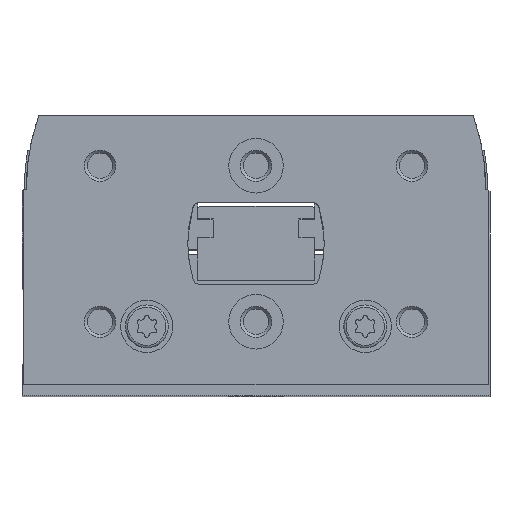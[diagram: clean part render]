
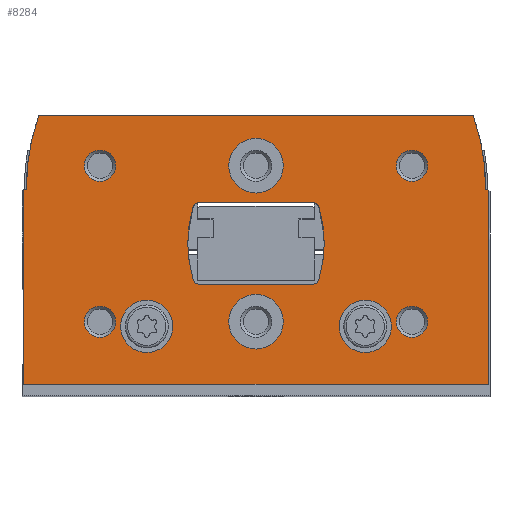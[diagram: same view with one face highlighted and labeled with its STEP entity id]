
A CAD part, top view. The second image highlights one B-rep face of the part: STEP entity #8284.
In plain terms, the highlighted planar face has unit normal (0, 0, 1).
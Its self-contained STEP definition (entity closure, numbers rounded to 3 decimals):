
#390=LINE('',#12817,#864);
#395=LINE('',#12827,#869);
#413=LINE('',#12873,#887);
#419=LINE('',#12885,#893);
#433=LINE('',#12956,#907);
#435=LINE('',#12959,#909);
#436=LINE('',#12987,#910);
#437=LINE('',#13007,#911);
#864=VECTOR('',#10497,1000.);
#869=VECTOR('',#10504,1000.);
#887=VECTOR('',#10540,1000.);
#893=VECTOR('',#10550,1000.);
#907=VECTOR('',#10604,1000.);
#909=VECTOR('',#10608,1000.);
#910=VECTOR('',#10637,1000.);
#911=VECTOR('',#10658,1000.);
#1162=PLANE('',#8978);
#2212=ORIENTED_EDGE('',*,*,#3714,.F.);
#2213=ORIENTED_EDGE('',*,*,#3715,.F.);
#2214=ORIENTED_EDGE('',*,*,#3716,.T.);
#2215=ORIENTED_EDGE('',*,*,#3717,.T.);
#2216=ORIENTED_EDGE('',*,*,#3718,.T.);
#2217=ORIENTED_EDGE('',*,*,#3719,.T.);
#2218=ORIENTED_EDGE('',*,*,#3720,.T.);
#2219=ORIENTED_EDGE('',*,*,#3721,.T.);
#2220=ORIENTED_EDGE('',*,*,#3679,.F.);
#2221=ORIENTED_EDGE('',*,*,#3697,.F.);
#2222=ORIENTED_EDGE('',*,*,#3691,.F.);
#2223=ORIENTED_EDGE('',*,*,#3688,.F.);
#2224=ORIENTED_EDGE('',*,*,#3722,.F.);
#2225=ORIENTED_EDGE('',*,*,#3723,.F.);
#2226=ORIENTED_EDGE('',*,*,#3724,.F.);
#2227=ORIENTED_EDGE('',*,*,#3682,.F.);
#2228=ORIENTED_EDGE('',*,*,#3666,.T.);
#2229=ORIENTED_EDGE('',*,*,#3660,.T.);
#2230=ORIENTED_EDGE('',*,*,#3699,.T.);
#2231=ORIENTED_EDGE('',*,*,#3631,.T.);
#2232=ORIENTED_EDGE('',*,*,#3636,.T.);
#2233=ORIENTED_EDGE('',*,*,#3640,.T.);
#2234=ORIENTED_EDGE('',*,*,#3713,.T.);
#2235=ORIENTED_EDGE('',*,*,#3672,.T.);
#3631=EDGE_CURVE('',#4472,#4471,#390,.T.);
#3636=EDGE_CURVE('',#4471,#4475,#395,.T.);
#3640=EDGE_CURVE('',#4475,#4477,#4988,.T.);
#3660=EDGE_CURVE('',#4492,#4494,#413,.T.);
#3666=EDGE_CURVE('',#4498,#4492,#419,.T.);
#3672=EDGE_CURVE('',#4503,#4498,#4994,.T.);
#3679=EDGE_CURVE('',#4507,#4508,#4997,.T.);
#3682=EDGE_CURVE('',#4508,#4509,#4998,.T.);
#3688=EDGE_CURVE('',#4513,#4514,#5001,.T.);
#3691=EDGE_CURVE('',#4514,#4516,#5002,.T.);
#3697=EDGE_CURVE('',#4516,#4507,#433,.T.);
#3699=EDGE_CURVE('',#4494,#4472,#435,.T.);
#3713=EDGE_CURVE('',#4477,#4503,#436,.T.);
#3714=EDGE_CURVE('',#4533,#4533,#5019,.T.);
#3715=EDGE_CURVE('',#4534,#4534,#5020,.T.);
#3716=EDGE_CURVE('',#4535,#4535,#5021,.T.);
#3717=EDGE_CURVE('',#4536,#4536,#5022,.T.);
#3718=EDGE_CURVE('',#4537,#4537,#5023,.T.);
#3719=EDGE_CURVE('',#4538,#4538,#5024,.T.);
#3720=EDGE_CURVE('',#4539,#4539,#5025,.T.);
#3721=EDGE_CURVE('',#4540,#4540,#5026,.T.);
#3722=EDGE_CURVE('',#4541,#4513,#5027,.T.);
#3723=EDGE_CURVE('',#4542,#4541,#437,.T.);
#3724=EDGE_CURVE('',#4509,#4542,#5028,.T.);
#4471=VERTEX_POINT('',#12816);
#4472=VERTEX_POINT('',#12818);
#4475=VERTEX_POINT('',#12826);
#4477=VERTEX_POINT('',#12833);
#4492=VERTEX_POINT('',#12867);
#4494=VERTEX_POINT('',#12872);
#4498=VERTEX_POINT('',#12883);
#4503=VERTEX_POINT('',#12898);
#4507=VERTEX_POINT('',#12912);
#4508=VERTEX_POINT('',#12914);
#4509=VERTEX_POINT('',#12922);
#4513=VERTEX_POINT('',#12935);
#4514=VERTEX_POINT('',#12937);
#4516=VERTEX_POINT('',#12946);
#4533=VERTEX_POINT('',#12990);
#4534=VERTEX_POINT('',#12992);
#4535=VERTEX_POINT('',#12994);
#4536=VERTEX_POINT('',#12996);
#4537=VERTEX_POINT('',#12998);
#4538=VERTEX_POINT('',#13000);
#4539=VERTEX_POINT('',#13002);
#4540=VERTEX_POINT('',#13004);
#4541=VERTEX_POINT('',#13006);
#4542=VERTEX_POINT('',#13008);
#4988=CIRCLE('',#8934,29.);
#4994=CIRCLE('',#8946,29.);
#4997=CIRCLE('',#8950,0.8);
#4998=CIRCLE('',#8952,16.);
#5001=CIRCLE('',#8956,16.);
#5002=CIRCLE('',#8958,0.8);
#5019=CIRCLE('',#8979,3.35);
#5020=CIRCLE('',#8980,3.35);
#5021=CIRCLE('',#8981,3.5);
#5022=CIRCLE('',#8982,3.5);
#5023=CIRCLE('',#8983,2.);
#5024=CIRCLE('',#8984,2.);
#5025=CIRCLE('',#8985,2.);
#5026=CIRCLE('',#8986,2.);
#5027=CIRCLE('',#8987,0.8);
#5028=CIRCLE('',#8988,0.8);
#5542=EDGE_LOOP('',(#2212));
#5543=EDGE_LOOP('',(#2213));
#5544=EDGE_LOOP('',(#2214));
#5545=EDGE_LOOP('',(#2215));
#5546=EDGE_LOOP('',(#2216));
#5547=EDGE_LOOP('',(#2217));
#5548=EDGE_LOOP('',(#2218));
#5549=EDGE_LOOP('',(#2219));
#5550=EDGE_LOOP('',(#2220,#2221,#2222,#2223,#2224,#2225,#2226,#2227));
#5551=EDGE_LOOP('',(#2228,#2229,#2230,#2231,#2232,#2233,#2234,#2235));
#6192=FACE_BOUND('',#5542,.T.);
#6193=FACE_BOUND('',#5543,.T.);
#6194=FACE_BOUND('',#5544,.T.);
#6195=FACE_BOUND('',#5545,.T.);
#6196=FACE_BOUND('',#5546,.T.);
#6197=FACE_BOUND('',#5547,.T.);
#6198=FACE_BOUND('',#5548,.T.);
#6199=FACE_BOUND('',#5549,.T.);
#6200=FACE_BOUND('',#5550,.T.);
#6201=FACE_BOUND('',#5551,.T.);
#8284=ADVANCED_FACE('',(#6192,#6193,#6194,#6195,#6196,#6197,#6198,#6199,
#6200,#6201),#1162,.T.);
#8934=AXIS2_PLACEMENT_3D('',#12834,#10511,#10512);
#8946=AXIS2_PLACEMENT_3D('',#12897,#10561,#10562);
#8950=AXIS2_PLACEMENT_3D('',#12913,#10572,#10573);
#8952=AXIS2_PLACEMENT_3D('',#12921,#10577,#10578);
#8956=AXIS2_PLACEMENT_3D('',#12936,#10587,#10588);
#8958=AXIS2_PLACEMENT_3D('',#12945,#10592,#10593);
#8978=AXIS2_PLACEMENT_3D('',#12988,#10638,#10639);
#8979=AXIS2_PLACEMENT_3D('',#12989,#10640,#10641);
#8980=AXIS2_PLACEMENT_3D('',#12991,#10642,#10643);
#8981=AXIS2_PLACEMENT_3D('',#12993,#10644,#10645);
#8982=AXIS2_PLACEMENT_3D('',#12995,#10646,#10647);
#8983=AXIS2_PLACEMENT_3D('',#12997,#10648,#10649);
#8984=AXIS2_PLACEMENT_3D('',#12999,#10650,#10651);
#8985=AXIS2_PLACEMENT_3D('',#13001,#10652,#10653);
#8986=AXIS2_PLACEMENT_3D('',#13003,#10654,#10655);
#8987=AXIS2_PLACEMENT_3D('',#13005,#10656,#10657);
#8988=AXIS2_PLACEMENT_3D('',#13009,#10659,#10660);
#10497=DIRECTION('',(0.,1.,0.));
#10504=DIRECTION('',(-0.866,0.5,0.));
#10511=DIRECTION('',(0.,0.,1.));
#10512=DIRECTION('',(1.,0.,0.));
#10540=DIRECTION('',(0.,-1.,0.));
#10550=DIRECTION('',(-0.866,-0.5,0.));
#10561=DIRECTION('',(0.,0.,1.));
#10562=DIRECTION('',(1.,0.,0.));
#10572=DIRECTION('',(0.,0.,1.));
#10573=DIRECTION('',(1.,0.,0.));
#10577=DIRECTION('',(0.,0.,1.));
#10578=DIRECTION('',(1.,0.,0.));
#10587=DIRECTION('',(0.,0.,1.));
#10588=DIRECTION('',(1.,0.,0.));
#10592=DIRECTION('',(0.,0.,1.));
#10593=DIRECTION('',(1.,0.,0.));
#10604=DIRECTION('',(-1.,0.,0.));
#10608=DIRECTION('',(1.,0.,0.));
#10637=DIRECTION('',(-1.,0.,0.));
#10638=DIRECTION('',(0.,0.,1.));
#10639=DIRECTION('',(1.,0.,0.));
#10640=DIRECTION('',(0.,0.,1.));
#10641=DIRECTION('',(1.,0.,0.));
#10642=DIRECTION('',(0.,0.,1.));
#10643=DIRECTION('',(1.,0.,0.));
#10644=DIRECTION('',(0.,0.,-1.));
#10645=DIRECTION('',(-1.,0.,0.));
#10646=DIRECTION('',(0.,0.,-1.));
#10647=DIRECTION('',(-1.,0.,0.));
#10648=DIRECTION('',(0.,0.,-1.));
#10649=DIRECTION('',(-1.,0.,0.));
#10650=DIRECTION('',(0.,0.,-1.));
#10651=DIRECTION('',(-1.,0.,0.));
#10652=DIRECTION('',(0.,0.,-1.));
#10653=DIRECTION('',(-1.,0.,0.));
#10654=DIRECTION('',(0.,0.,-1.));
#10655=DIRECTION('',(-1.,0.,0.));
#10656=DIRECTION('',(0.,0.,1.));
#10657=DIRECTION('',(1.,0.,0.));
#10658=DIRECTION('',(1.,0.,0.));
#10659=DIRECTION('',(0.,0.,1.));
#10660=DIRECTION('',(1.,0.,0.));
#12816=CARTESIAN_POINT('',(29.75,24.827,0.));
#12817=CARTESIAN_POINT('',(29.75,0.,0.));
#12818=CARTESIAN_POINT('',(29.75,0.,0.));
#12826=CARTESIAN_POINT('',(29.45,25.,0.));
#12827=CARTESIAN_POINT('',(29.75,24.827,0.));
#12833=CARTESIAN_POINT('',(27.85,34.5,0.));
#12834=CARTESIAN_POINT('',(0.45,25.,0.));
#12867=CARTESIAN_POINT('',(-29.75,24.827,0.));
#12872=CARTESIAN_POINT('',(-29.75,0.,0.));
#12873=CARTESIAN_POINT('',(-29.75,24.827,0.));
#12883=CARTESIAN_POINT('',(-29.45,25.,0.));
#12885=CARTESIAN_POINT('',(-29.45,25.,0.));
#12897=CARTESIAN_POINT('',(-0.45,25.,0.));
#12898=CARTESIAN_POINT('',(-27.85,34.5,0.));
#12912=CARTESIAN_POINT('',(-7.284,23.3,0.));
#12913=CARTESIAN_POINT('',(-7.284,22.5,0.));
#12914=CARTESIAN_POINT('',(-8.049,22.734,0.));
#12921=CARTESIAN_POINT('',(7.25,18.05,0.));
#12922=CARTESIAN_POINT('',(-8.049,13.366,0.));
#12935=CARTESIAN_POINT('',(8.049,13.366,0.));
#12936=CARTESIAN_POINT('',(-7.25,18.05,0.));
#12937=CARTESIAN_POINT('',(8.049,22.734,0.));
#12945=CARTESIAN_POINT('',(7.284,22.5,0.));
#12946=CARTESIAN_POINT('',(7.284,23.3,0.));
#12956=CARTESIAN_POINT('',(7.284,23.3,0.));
#12959=CARTESIAN_POINT('',(-29.75,0.,0.));
#12987=CARTESIAN_POINT('',(27.85,34.5,0.));
#12988=CARTESIAN_POINT('',(0.45,25.,0.));
#12989=CARTESIAN_POINT('',(-14.,7.4,0.));
#12990=CARTESIAN_POINT('',(-10.65,7.4,0.));
#12991=CARTESIAN_POINT('',(14.,7.4,0.));
#12992=CARTESIAN_POINT('',(17.35,7.4,0.));
#12993=CARTESIAN_POINT('',(0.,8.,0.));
#12994=CARTESIAN_POINT('',(-3.5,8.,0.));
#12995=CARTESIAN_POINT('',(0.,28.,0.));
#12996=CARTESIAN_POINT('',(-3.5,28.,0.));
#12997=CARTESIAN_POINT('',(20.,8.,0.));
#12998=CARTESIAN_POINT('',(18.,8.,0.));
#12999=CARTESIAN_POINT('',(-20.,8.,0.));
#13000=CARTESIAN_POINT('',(-22.,8.,0.));
#13001=CARTESIAN_POINT('',(-20.,28.,0.));
#13002=CARTESIAN_POINT('',(-22.,28.,0.));
#13003=CARTESIAN_POINT('',(20.,28.,0.));
#13004=CARTESIAN_POINT('',(18.,28.,0.));
#13005=CARTESIAN_POINT('',(7.284,13.6,0.));
#13006=CARTESIAN_POINT('',(7.284,12.8,0.));
#13007=CARTESIAN_POINT('',(-7.284,12.8,0.));
#13008=CARTESIAN_POINT('',(-7.284,12.8,0.));
#13009=CARTESIAN_POINT('',(-7.284,13.6,0.));
